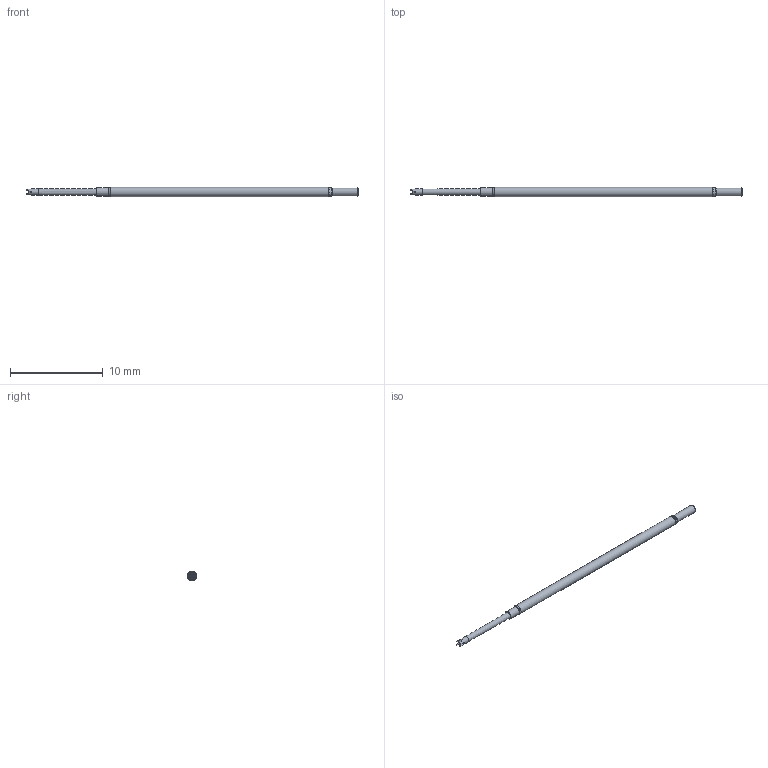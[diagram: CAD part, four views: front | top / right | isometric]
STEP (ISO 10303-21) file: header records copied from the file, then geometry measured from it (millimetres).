
FILE_DESCRIPTION (( 'STEP AP214' ), '1' );
FILE_NAME ('X50-2544.STEP', '2020-04-09T17:32:03', ( '' ), ( '' ), 'SwSTEP 2.0', 'SolidWorks 2019', '' );
FILE_SCHEMA (( 'AUTOMOTIVE_DESIGN' ));
Length unit declared in the file: inch
Products named in the file (1): X50-2544
Bounding box: 35.81 x 1.02 x 1.02 mm (x, y, z)
Volume: 24.6 mm3; surface area: 105.3 mm2
Topology: 1 solids, 1 shells, 30 faces, 67 edges, 40 vertices
Faces by surface type: cone 12, cylinder 8, plane 6, torus 4
Full cylindrical faces by diameter (mm): 0.647 x1, 0.856 x1, 0.894 x1, 1.021 x1
Entity records: 1200 total; most frequent: CARTESIAN_POINT 206, DIRECTION 112, ORIENTED_EDGE 106, AXIS2_PLACEMENT_3D 56, EDGE_CURVE 53, EDGE_LOOP 43, FACE_OUTER_BOUND 38, VERTEX_POINT 38
